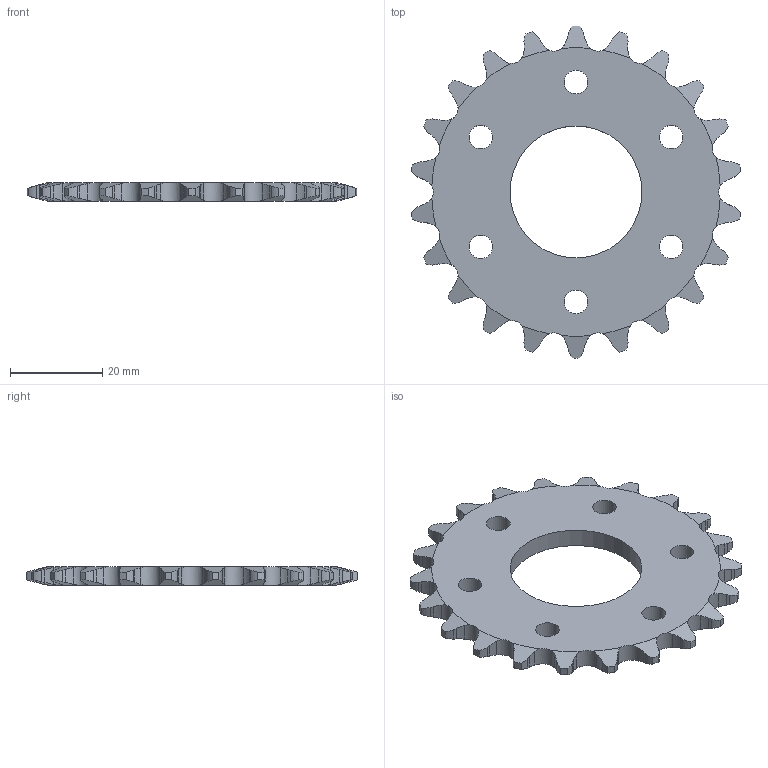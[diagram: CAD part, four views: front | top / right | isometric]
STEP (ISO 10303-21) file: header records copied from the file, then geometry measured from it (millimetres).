
FILE_DESCRIPTION(/* description */ (''),/* implementation_level */ '2;1');
FILE_NAME(/* name */ 'am-0216.stp',/* time_stamp */ '2019-11-25T17:08:00-08:00',/* author */ ('Phillips Lenovo'),/* organization */ ('Autodesk Inc.'),/* preprocessor_version */ 'ST-DEVELOPER v18',/* originating_system */ 'Autodesk Inventor 2020',/* authorisation */ '');
FILE_SCHEMA (('AUTOMOTIVE_DESIGN { 1 0 10303 214 3 1 1 }'));
Length unit declared in the file: inch
Products named in the file (1): am-0216
Bounding box: 71.43 x 71.96 x 4.06 mm (x, y, z)
Volume: 10505.1 mm3; surface area: 7148.1 mm2
Topology: 1 solids, 1 shells, 229 faces, 695 edges, 468 vertices
Faces by surface type: cylinder 139, plane 46, cone 44
Full cylindrical faces by diameter (mm): 5.105 x6, 28.575 x1
Entity records: 8761 total; most frequent: CARTESIAN_POINT 2977, ORIENTED_EDGE 1390, DIRECTION 963, EDGE_CURVE 695, VERTEX_POINT 468, AXIS2_PLACEMENT_3D 390, B_SPLINE_CURVE_WITH_KNOTS 352, EDGE_LOOP 243
